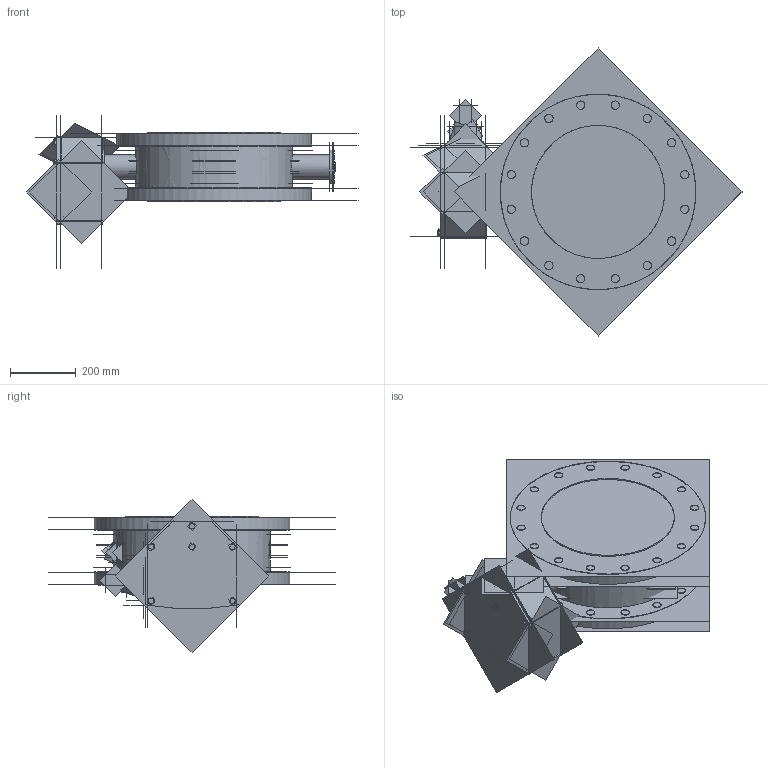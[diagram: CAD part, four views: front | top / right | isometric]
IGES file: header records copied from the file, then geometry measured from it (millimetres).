
Start section:  PTC IGES file: 150B-FL-16.igs
Global section: file name: 150B-FL-16.igs; native system: Creo Parametric by Parametric Technology Corporation; preprocessor: 2013050; author: HAPPY; organization: Unknown; date: 20170427.144657; units: inch
Bounding box: 1012.59 x 878.06 x 469.15 mm (x, y, z)
Volume: 33183420.7 mm3; surface area: 12521639.9 mm2
Topology: 17 solids, 17 shells, 796 faces, 3934 edges, 4962 vertices
Faces by surface type: revolution 392, bspline 376, extrusion 28
